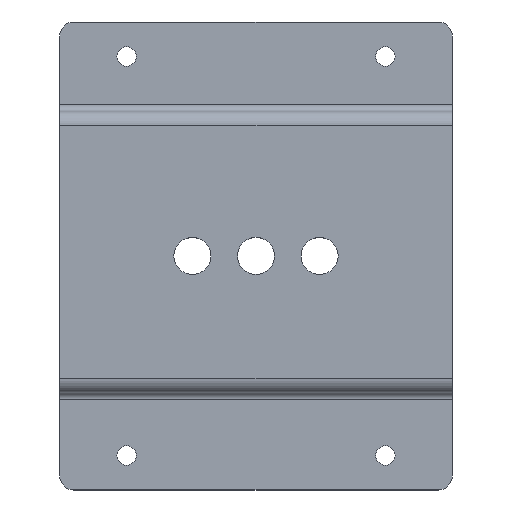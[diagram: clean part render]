
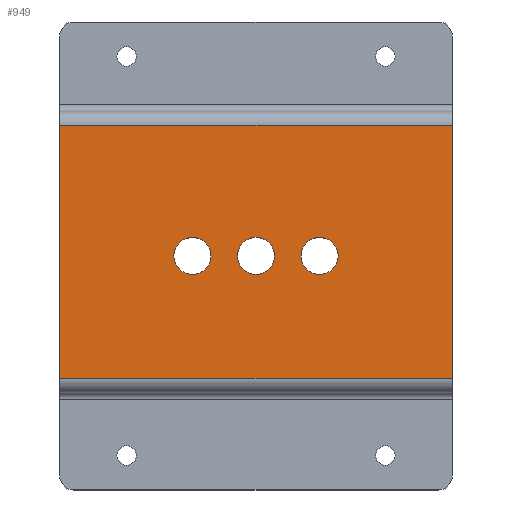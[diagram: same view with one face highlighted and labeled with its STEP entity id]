
A CAD part, top view. The second image highlights one B-rep face of the part: STEP entity #949.
In plain terms, the highlighted planar face has unit normal (0, 0, 1).
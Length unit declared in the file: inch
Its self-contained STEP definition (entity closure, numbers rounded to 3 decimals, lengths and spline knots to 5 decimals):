
#121=DIRECTION('',(1.,0.,0.));
#122=VECTOR('',#121,3.64);
#123=CARTESIAN_POINT('',(-3.64,3.38,0.));
#124=LINE('',#123,#122);
#139=DIRECTION('',(0.,-1.,0.));
#140=VECTOR('',#139,2.346);
#141=CARTESIAN_POINT('',(0.,3.38,0.));
#142=LINE('',#141,#140);
#143=DIRECTION('',(0.,1.,0.));
#144=VECTOR('',#143,2.346);
#145=CARTESIAN_POINT('',(-3.64,1.034,0.));
#146=LINE('',#145,#144);
#147=CARTESIAN_POINT('',(-1.23,2.17,0.));
#148=DIRECTION('',(0.,0.,1.));
#149=DIRECTION('',(0.,-1.,0.));
#150=AXIS2_PLACEMENT_3D('',#147,#148,#149);
#152=CARTESIAN_POINT('',(-1.23,2.17,0.));
#153=DIRECTION('',(0.,0.,1.));
#154=DIRECTION('',(0.,1.,0.));
#155=AXIS2_PLACEMENT_3D('',#152,#153,#154);
#157=CARTESIAN_POINT('',(-1.82,2.17,0.));
#158=DIRECTION('',(0.,0.,1.));
#159=DIRECTION('',(0.,-1.,0.));
#160=AXIS2_PLACEMENT_3D('',#157,#158,#159);
#162=CARTESIAN_POINT('',(-1.82,2.17,0.));
#163=DIRECTION('',(0.,0.,1.));
#164=DIRECTION('',(0.,1.,0.));
#165=AXIS2_PLACEMENT_3D('',#162,#163,#164);
#167=CARTESIAN_POINT('',(-2.41,2.17,0.));
#168=DIRECTION('',(0.,0.,1.));
#169=DIRECTION('',(0.,-1.,0.));
#170=AXIS2_PLACEMENT_3D('',#167,#168,#169);
#172=CARTESIAN_POINT('',(-2.41,2.17,0.));
#173=DIRECTION('',(0.,0.,1.));
#174=DIRECTION('',(0.,1.,0.));
#175=AXIS2_PLACEMENT_3D('',#172,#173,#174);
#258=DIRECTION('',(1.,0.,0.));
#259=VECTOR('',#258,3.64);
#260=CARTESIAN_POINT('',(-3.64,1.034,0.));
#261=LINE('',#260,#259);
#589=CARTESIAN_POINT('',(-3.64,3.38,0.));
#590=CARTESIAN_POINT('',(0.,3.38,0.));
#591=VERTEX_POINT('',#589);
#592=VERTEX_POINT('',#590);
#609=CARTESIAN_POINT('',(-3.64,1.034,0.));
#610=VERTEX_POINT('',#609);
#611=CARTESIAN_POINT('',(0.,1.034,0.));
#612=VERTEX_POINT('',#611);
#701=CARTESIAN_POINT('',(-1.23,1.9985,0.));
#702=CARTESIAN_POINT('',(-1.23,2.3415,0.));
#703=VERTEX_POINT('',#701);
#704=VERTEX_POINT('',#702);
#705=CARTESIAN_POINT('',(-1.82,1.9985,0.));
#706=CARTESIAN_POINT('',(-1.82,2.3415,0.));
#707=VERTEX_POINT('',#705);
#708=VERTEX_POINT('',#706);
#709=CARTESIAN_POINT('',(-2.41,1.9985,0.));
#710=CARTESIAN_POINT('',(-2.41,2.3415,0.));
#711=VERTEX_POINT('',#709);
#712=VERTEX_POINT('',#710);
#917=CARTESIAN_POINT('',(-0.86486,3.514,0.));
#918=DIRECTION('',(0.,0.,-1.));
#919=DIRECTION('',(-1.,0.,0.));
#920=AXIS2_PLACEMENT_3D('',#917,#918,#919);
#921=PLANE('',#920);
#923=ORIENTED_EDGE('',*,*,#922,.T.);
#925=ORIENTED_EDGE('',*,*,#924,.F.);
#927=ORIENTED_EDGE('',*,*,#926,.T.);
#928=ORIENTED_EDGE('',*,*,#907,.T.);
#929=EDGE_LOOP('',(#923,#925,#927,#928));
#930=FACE_OUTER_BOUND('',#929,.F.);
#932=ORIENTED_EDGE('',*,*,#931,.T.);
#934=ORIENTED_EDGE('',*,*,#933,.T.);
#935=EDGE_LOOP('',(#932,#934));
#936=FACE_BOUND('',#935,.F.);
#938=ORIENTED_EDGE('',*,*,#937,.T.);
#940=ORIENTED_EDGE('',*,*,#939,.T.);
#941=EDGE_LOOP('',(#938,#940));
#942=FACE_BOUND('',#941,.F.);
#944=ORIENTED_EDGE('',*,*,#943,.T.);
#946=ORIENTED_EDGE('',*,*,#945,.T.);
#947=EDGE_LOOP('',(#944,#946));
#948=FACE_BOUND('',#947,.F.);
#949=ADVANCED_FACE('',(#930,#936,#942,#948),#921,.F.);
#151=CIRCLE('',#150,0.1715);
#156=CIRCLE('',#155,0.1715);
#161=CIRCLE('',#160,0.1715);
#166=CIRCLE('',#165,0.1715);
#171=CIRCLE('',#170,0.1715);
#176=CIRCLE('',#175,0.1715);
#907=EDGE_CURVE('',#591,#592,#124,.T.);
#922=EDGE_CURVE('',#592,#612,#142,.T.);
#924=EDGE_CURVE('',#610,#612,#261,.T.);
#926=EDGE_CURVE('',#610,#591,#146,.T.);
#931=EDGE_CURVE('',#703,#704,#151,.T.);
#933=EDGE_CURVE('',#704,#703,#156,.T.);
#937=EDGE_CURVE('',#707,#708,#161,.T.);
#939=EDGE_CURVE('',#708,#707,#166,.T.);
#943=EDGE_CURVE('',#711,#712,#171,.T.);
#945=EDGE_CURVE('',#712,#711,#176,.T.);
